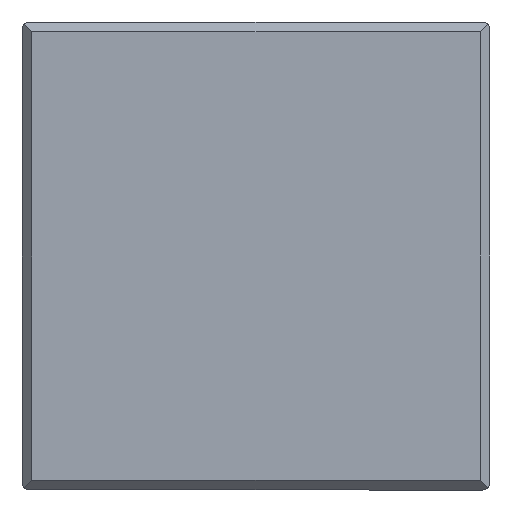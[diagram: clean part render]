
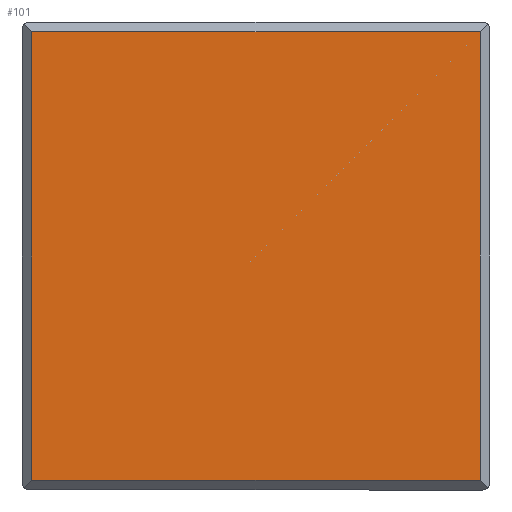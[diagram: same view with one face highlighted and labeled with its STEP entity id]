
A CAD part, front view. The second image highlights one B-rep face of the part: STEP entity #101.
In plain terms, the highlighted planar face has unit normal (0, -1, 0).
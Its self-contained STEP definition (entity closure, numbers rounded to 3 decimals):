
#14 = EDGE_LOOP ( 'NONE', ( #586, #656, #658, #643 ) ) ;
#28 = VERTEX_POINT ( 'NONE', #287 ) ;
#49 = DIRECTION ( 'NONE',  ( 0., 1., 0. ) ) ;
#57 = CARTESIAN_POINT ( 'NONE',  ( 0., 0., 0. ) ) ;
#101 = ADVANCED_FACE ( 'NONE', ( #725 ), #320, .F. ) ;
#160 = DIRECTION ( 'NONE',  ( 0., 0., -1. ) ) ;
#171 = CARTESIAN_POINT ( 'NONE',  ( 0., 0., 233.417 ) ) ;
#207 = EDGE_CURVE ( 'NONE', #918, #28, #346, .T. ) ;
#220 = VECTOR ( 'NONE', #780, 1000. ) ;
#231 = DIRECTION ( 'NONE',  ( 0., 0., 1. ) ) ;
#237 = VECTOR ( 'NONE', #160, 1000. ) ;
#273 = CARTESIAN_POINT ( 'NONE',  ( 0., 0., -233.417 ) ) ;
#287 = CARTESIAN_POINT ( 'NONE',  ( 233.417, 0., -233.417 ) ) ;
#320 = PLANE ( 'NONE',  #578 ) ;
#326 = CARTESIAN_POINT ( 'NONE',  ( -233.417, 0., 233.417 ) ) ;
#343 = EDGE_CURVE ( 'NONE', #28, #917, #665, .T. ) ;
#346 = LINE ( 'NONE', #273, #417 ) ;
#417 = VECTOR ( 'NONE', #603, 1000. ) ;
#426 = CARTESIAN_POINT ( 'NONE',  ( -233.417, 0., -233.417 ) ) ;
#506 = CARTESIAN_POINT ( 'NONE',  ( 233.417, 0., 233.417 ) ) ;
#550 = EDGE_CURVE ( 'NONE', #756, #918, #843, .T. ) ;
#578 = AXIS2_PLACEMENT_3D ( 'NONE', #57, #49, #231 ) ;
#586 = ORIENTED_EDGE ( 'NONE', *, *, #207, .T. ) ;
#603 = DIRECTION ( 'NONE',  ( 1., 0., 0. ) ) ;
#611 = EDGE_CURVE ( 'NONE', #917, #756, #703, .T. ) ;
#643 = ORIENTED_EDGE ( 'NONE', *, *, #550, .T. ) ;
#653 = CARTESIAN_POINT ( 'NONE',  ( -233.417, 0., 0. ) ) ;
#656 = ORIENTED_EDGE ( 'NONE', *, *, #343, .T. ) ;
#658 = ORIENTED_EDGE ( 'NONE', *, *, #611, .T. ) ;
#665 = LINE ( 'NONE', #857, #220 ) ;
#703 = LINE ( 'NONE', #171, #1007 ) ;
#725 = FACE_OUTER_BOUND ( 'NONE', #14, .T. ) ;
#756 = VERTEX_POINT ( 'NONE', #326 ) ;
#780 = DIRECTION ( 'NONE',  ( 0., 0., 1. ) ) ;
#843 = LINE ( 'NONE', #653, #237 ) ;
#857 = CARTESIAN_POINT ( 'NONE',  ( 233.417, 0., 0. ) ) ;
#917 = VERTEX_POINT ( 'NONE', #506 ) ;
#918 = VERTEX_POINT ( 'NONE', #426 ) ;
#1007 = VECTOR ( 'NONE', #1085, 1000. ) ;
#1085 = DIRECTION ( 'NONE',  ( -1., 0., 0. ) ) ;
